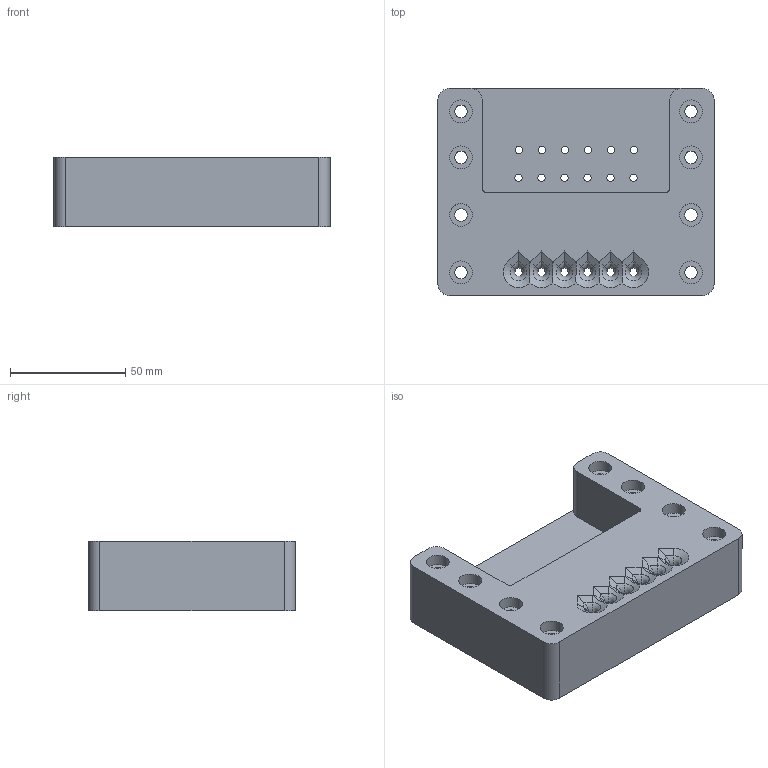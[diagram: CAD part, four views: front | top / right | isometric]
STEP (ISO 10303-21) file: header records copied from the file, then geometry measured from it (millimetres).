
FILE_DESCRIPTION(/* description */ ('STEP AP242','CAx-IF Rec.Pracs.---Representation and Presentation of Product Manufacturing Information (PMI)---4.0---2014-10-13','CAx-IF Rec.Pracs.---3D Tessellated Geometry---0.4---2014-09-14','2;1'),/* implementation_level */ '2;1');
FILE_NAME(/* name */ '67826d09cd40393c6e3ee2d1',/* time_stamp */ '2025-01-11T13:07:21Z',/* author */ (''),/* organization */ (''),/* preprocessor_version */ 'ST-DEVELOPER v20',/* originating_system */ 'ONSHAPE BY PTC INC, 1.192',/* authorisation */ ' ');
FILE_SCHEMA (('AP242_MANAGED_MODEL_BASED_3D_ENGINEERING_MIM_LF { 1 0 10303 442 1 1 4 }'));
Length unit declared in the file: metre
Products named in the file (1): Foot - Through Body - M4 Heat Set Inserts
Bounding box: 120 x 90 x 30 mm (x, y, z)
Volume: 222568.4 mm3; surface area: 42976.2 mm2
Topology: 1 solids, 1 shells, 139 faces, 348 edges, 221 vertices
Faces by surface type: plane 61, cylinder 61, cone 11, torus 6
Full cylindrical faces by diameter (mm): 3.2 x7, 4.5 x6, 5.5 x8, 10 x8
Entity records: 4065 total; most frequent: DIRECTION 724, CARTESIAN_POINT 689, ORIENTED_EDGE 612, EDGE_CURVE 306, AXIS2_PLACEMENT_3D 283, EDGE_LOOP 235, FACE_BOUND 235, VERTEX_POINT 213
